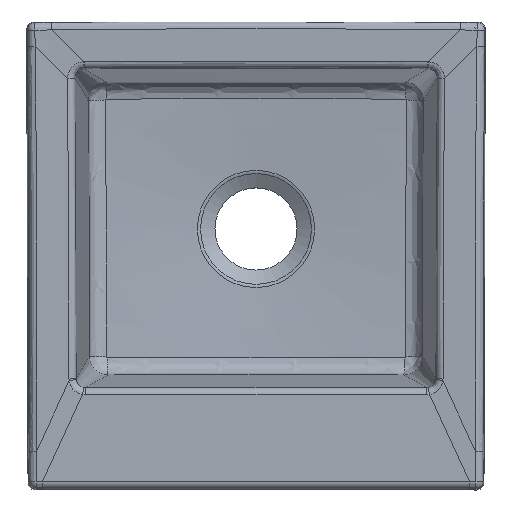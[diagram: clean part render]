
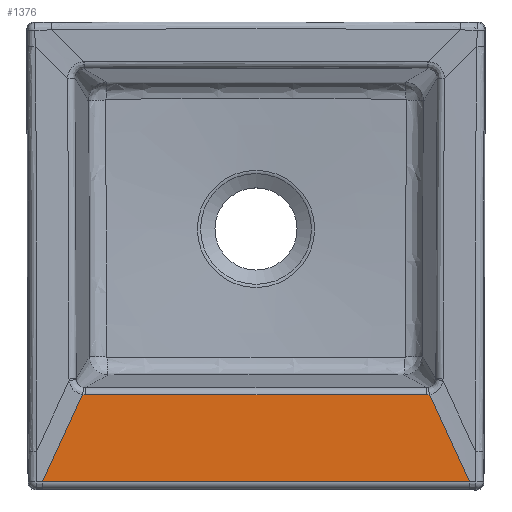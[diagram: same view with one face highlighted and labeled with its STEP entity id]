
A CAD part, top view. The second image highlights one B-rep face of the part: STEP entity #1376.
In plain terms, the highlighted planar face has unit normal (0, 0.009, 1).
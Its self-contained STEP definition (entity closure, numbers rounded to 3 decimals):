
#132=PLANE('',#4846);
#184=LINE('',#7459,#309);
#185=LINE('',#7761,#310);
#309=VECTOR('',#5164,1.);
#310=VECTOR('',#5209,1.);
#643=FACE_OUTER_BOUND('',#1723,.T.);
#939=B_SPLINE_CURVE_WITH_KNOTS('',3,(#7424,#7425,#7426,#7427),
 .UNSPECIFIED.,.F.,.F.,(4,4),(0.,1.),.UNSPECIFIED.);
#941=B_SPLINE_CURVE_WITH_KNOTS('',3,(#7463,#7464,#7465,#7466),
 .UNSPECIFIED.,.F.,.F.,(4,4),(0.,1.),.UNSPECIFIED.);
#956=B_SPLINE_CURVE_WITH_KNOTS('',3,(#7743,#7744,#7745,#7746,#7747,#7748,
#7749,#7750),.UNSPECIFIED.,.F.,.F.,(4,2,2,4),(0.,0.043,0.547,
1.),.UNSPECIFIED.);
#957=B_SPLINE_CURVE_WITH_KNOTS('',3,(#7752,#7753,#7754,#7755,#7756,#7757,
#7758,#7759),.UNSPECIFIED.,.F.,.F.,(4,2,2,4),(0.,0.453,0.957,
1.),.UNSPECIFIED.);
#1376=ADVANCED_FACE('',(#643),#132,.T.);
#1723=EDGE_LOOP('',(#2202,#2203,#2204,#2205,#2206,#2207));
#2202=ORIENTED_EDGE('',*,*,#4022,.F.);
#2203=ORIENTED_EDGE('',*,*,#3986,.T.);
#2204=ORIENTED_EDGE('',*,*,#3988,.T.);
#2205=ORIENTED_EDGE('',*,*,#3990,.T.);
#2206=ORIENTED_EDGE('',*,*,#4023,.F.);
#2207=ORIENTED_EDGE('',*,*,#4024,.F.);
#3512=VERTEX_POINT('',#7416);
#3513=VERTEX_POINT('',#7423);
#3514=VERTEX_POINT('',#7458);
#3515=VERTEX_POINT('',#7462);
#3532=VERTEX_POINT('',#7751);
#3533=VERTEX_POINT('',#7760);
#3986=EDGE_CURVE('',#3512,#3513,#939,.T.);
#3988=EDGE_CURVE('',#3513,#3514,#184,.T.);
#3990=EDGE_CURVE('',#3514,#3515,#941,.T.);
#4022=EDGE_CURVE('',#3512,#3532,#956,.T.);
#4023=EDGE_CURVE('',#3533,#3515,#957,.T.);
#4024=EDGE_CURVE('',#3532,#3533,#185,.T.);
#4846=AXIS2_PLACEMENT_3D('',#7762,#5210,#5211);
#5164=DIRECTION('',(-1.,0.,0.));
#5209=DIRECTION('',(-1.,0.,0.));
#5210=DIRECTION('',(0.,0.009,1.));
#5211=DIRECTION('',(0.,1.,-0.009));
#7416=CARTESIAN_POINT('',(190.102,103.055,-0.937));
#7423=CARTESIAN_POINT('',(186.661,102.736,-0.934));
#7424=CARTESIAN_POINT('',(190.102,103.055,-0.937));
#7425=CARTESIAN_POINT('',(188.967,102.843,-0.935));
#7426=CARTESIAN_POINT('',(187.82,102.736,-0.934));
#7427=CARTESIAN_POINT('',(186.661,102.736,-0.934));
#7458=CARTESIAN_POINT('',(-186.661,102.736,-0.934));
#7459=CARTESIAN_POINT('',(0.,102.736,-0.934));
#7462=CARTESIAN_POINT('',(-190.102,103.055,-0.937));
#7463=CARTESIAN_POINT('',(-186.661,102.736,-0.934));
#7464=CARTESIAN_POINT('',(-187.82,102.736,-0.934));
#7465=CARTESIAN_POINT('',(-188.967,102.843,-0.935));
#7466=CARTESIAN_POINT('',(-190.102,103.055,-0.937));
#7743=CARTESIAN_POINT('',(190.102,103.055,-0.937));
#7744=CARTESIAN_POINT('',(190.726,101.694,-0.924));
#7745=CARTESIAN_POINT('',(191.349,100.333,-0.912));
#7746=CARTESIAN_POINT('',(199.334,82.915,-0.754));
#7747=CARTESIAN_POINT('',(206.709,66.866,-0.608));
#7748=CARTESIAN_POINT('',(220.75,36.386,-0.331));
#7749=CARTESIAN_POINT('',(227.412,21.954,-0.2));
#7750=CARTESIAN_POINT('',(234.086,7.528,-0.068));
#7751=CARTESIAN_POINT('',(234.086,7.528,-0.068));
#7752=CARTESIAN_POINT('',(-234.086,7.528,-0.068));
#7753=CARTESIAN_POINT('',(-227.418,21.941,-0.199));
#7754=CARTESIAN_POINT('',(-220.761,36.36,-0.331));
#7755=CARTESIAN_POINT('',(-206.727,66.828,-0.608));
#7756=CARTESIAN_POINT('',(-199.351,82.877,-0.753));
#7757=CARTESIAN_POINT('',(-191.361,100.307,-0.912));
#7758=CARTESIAN_POINT('',(-190.731,101.681,-0.924));
#7759=CARTESIAN_POINT('',(-190.102,103.055,-0.937));
#7760=CARTESIAN_POINT('',(-234.086,7.528,-0.068));
#7761=CARTESIAN_POINT('',(0.,7.528,-0.068));
#7762=CARTESIAN_POINT('',(0.,0.,0.));
